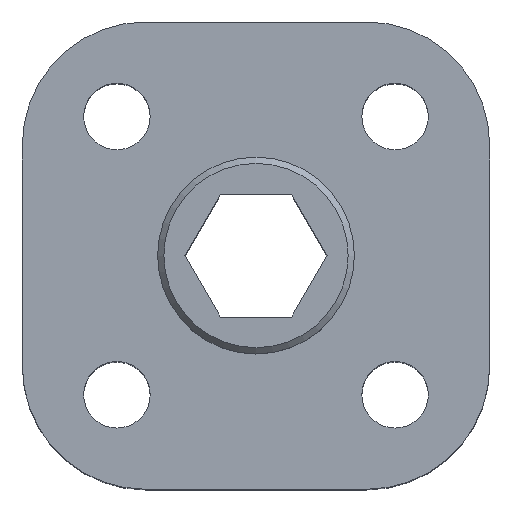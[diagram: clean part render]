
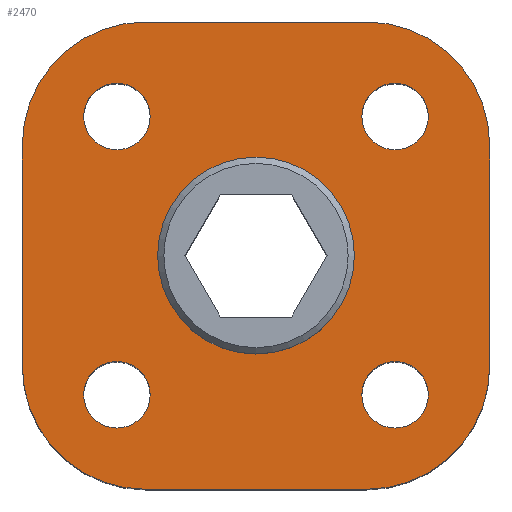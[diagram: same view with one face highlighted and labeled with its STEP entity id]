
A CAD part, top view. The second image highlights one B-rep face of the part: STEP entity #2470.
In plain terms, the highlighted planar face has unit normal (0, 0, 1).
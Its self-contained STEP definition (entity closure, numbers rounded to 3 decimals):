
#24 = CARTESIAN_POINT ( 'NONE',  ( 4.5, -4.5, 16. ) ) ;
#52 = EDGE_LOOP ( 'NONE', ( #1734 ) ) ;
#105 = EDGE_LOOP ( 'NONE', ( #2726 ) ) ;
#108 = LINE ( 'NONE', #848, #3144 ) ;
#179 = CARTESIAN_POINT ( 'NONE',  ( -4.5, -9.5, 16. ) ) ;
#219 = AXIS2_PLACEMENT_3D ( 'NONE', #1432, #1458, #1527 ) ;
#222 = CARTESIAN_POINT ( 'NONE',  ( 4., 0., 16. ) ) ;
#227 = DIRECTION ( 'NONE',  ( 1., 0., 0. ) ) ;
#238 = CARTESIAN_POINT ( 'NONE',  ( 4.5, 4.5, 16. ) ) ;
#242 = DIRECTION ( 'NONE',  ( 0., 0., 1. ) ) ;
#250 = DIRECTION ( 'NONE',  ( 1., 0., 0. ) ) ;
#324 = AXIS2_PLACEMENT_3D ( 'NONE', #1642, #626, #227 ) ;
#331 = CIRCLE ( 'NONE', #2149, 5. ) ;
#378 = CIRCLE ( 'NONE', #2201, 4. ) ;
#390 = CARTESIAN_POINT ( 'NONE',  ( -5.657, -5.657, 16. ) ) ;
#435 = CIRCLE ( 'NONE', #2253, 5. ) ;
#476 = VERTEX_POINT ( 'NONE', #1516 ) ;
#481 = CARTESIAN_POINT ( 'NONE',  ( -4.5, 4.5, 16. ) ) ;
#485 = EDGE_CURVE ( 'NONE', #1738, #1738, #968, .T. ) ;
#502 = CARTESIAN_POINT ( 'NONE',  ( 0., 0., 16. ) ) ;
#517 = EDGE_CURVE ( 'NONE', #476, #476, #2710, .T. ) ;
#518 = CARTESIAN_POINT ( 'NONE',  ( 9.5, 4.5, 16. ) ) ;
#592 = AXIS2_PLACEMENT_3D ( 'NONE', #24, #2590, #2351 ) ;
#626 = DIRECTION ( 'NONE',  ( 0., 0., 1. ) ) ;
#638 = CARTESIAN_POINT ( 'NONE',  ( 4.5, 9.5, 16. ) ) ;
#648 = EDGE_CURVE ( 'NONE', #2442, #2442, #378, .T. ) ;
#649 = DIRECTION ( 'NONE',  ( 0., 1., 0. ) ) ;
#657 = EDGE_CURVE ( 'NONE', #1563, #2902, #814, .T. ) ;
#667 = CARTESIAN_POINT ( 'NONE',  ( 9.5, 9.5, 16. ) ) ;
#681 = LINE ( 'NONE', #667, #1197 ) ;
#714 = LINE ( 'NONE', #1727, #2915 ) ;
#728 = CARTESIAN_POINT ( 'NONE',  ( -4.304, -5.657, 16. ) ) ;
#750 = FACE_BOUND ( 'NONE', #105, .T. ) ;
#752 = VERTEX_POINT ( 'NONE', #2577 ) ;
#814 = CIRCLE ( 'NONE', #2596, 5. ) ;
#848 = CARTESIAN_POINT ( 'NONE',  ( -9.5, 9.5, 16. ) ) ;
#874 = EDGE_CURVE ( 'NONE', #2902, #1950, #108, .T. ) ;
#896 = EDGE_CURVE ( 'NONE', #1989, #1989, #1766, .T. ) ;
#952 = DIRECTION ( 'NONE',  ( -1., 0., 0. ) ) ;
#968 = CIRCLE ( 'NONE', #219, 1.353 ) ;
#969 = CARTESIAN_POINT ( 'NONE',  ( -9.5, 9.5, 16. ) ) ;
#1014 = FACE_BOUND ( 'NONE', #1549, .T. ) ;
#1124 = CIRCLE ( 'NONE', #2741, 1.353 ) ;
#1189 = LINE ( 'NONE', #969, #2338 ) ;
#1197 = VECTOR ( 'NONE', #649, 1000. ) ;
#1216 = DIRECTION ( 'NONE',  ( 0., 0., 1. ) ) ;
#1244 = ORIENTED_EDGE ( 'NONE', *, *, #896, .F. ) ;
#1338 = ORIENTED_EDGE ( 'NONE', *, *, #2211, .T. ) ;
#1375 = EDGE_CURVE ( 'NONE', #2494, #3013, #435, .T. ) ;
#1432 = CARTESIAN_POINT ( 'NONE',  ( 5.657, -5.657, 16. ) ) ;
#1442 = DIRECTION ( 'NONE',  ( 0., 0., 1. ) ) ;
#1458 = DIRECTION ( 'NONE',  ( 0., 0., 1. ) ) ;
#1460 = ORIENTED_EDGE ( 'NONE', *, *, #2273, .T. ) ;
#1481 = ORIENTED_EDGE ( 'NONE', *, *, #648, .F. ) ;
#1503 = ORIENTED_EDGE ( 'NONE', *, *, #485, .F. ) ;
#1516 = CARTESIAN_POINT ( 'NONE',  ( -4.304, 5.657, 16. ) ) ;
#1527 = DIRECTION ( 'NONE',  ( 1., 0., 0. ) ) ;
#1529 = AXIS2_PLACEMENT_3D ( 'NONE', #1588, #1591, #1600 ) ;
#1544 = DIRECTION ( 'NONE',  ( 0., 0., 1. ) ) ;
#1549 = EDGE_LOOP ( 'NONE', ( #1244 ) ) ;
#1563 = VERTEX_POINT ( 'NONE', #2771 ) ;
#1577 = ORIENTED_EDGE ( 'NONE', *, *, #874, .T. ) ;
#1588 = CARTESIAN_POINT ( 'NONE',  ( -5.657, 5.657, 16. ) ) ;
#1591 = DIRECTION ( 'NONE',  ( 0., 0., 1. ) ) ;
#1600 = DIRECTION ( 'NONE',  ( 1., 0., 0. ) ) ;
#1619 = DIRECTION ( 'NONE',  ( 1., 0., 0. ) ) ;
#1626 = AXIS2_PLACEMENT_3D ( 'NONE', #502, #1544, #2472 ) ;
#1642 = CARTESIAN_POINT ( 'NONE',  ( 5.657, 5.657, 16. ) ) ;
#1727 = CARTESIAN_POINT ( 'NONE',  ( -9.5, -9.5, 16. ) ) ;
#1734 = ORIENTED_EDGE ( 'NONE', *, *, #2721, .F. ) ;
#1738 = VERTEX_POINT ( 'NONE', #2685 ) ;
#1765 = FACE_OUTER_BOUND ( 'NONE', #1791, .T. ) ;
#1766 = CIRCLE ( 'NONE', #324, 1.353 ) ;
#1791 = EDGE_LOOP ( 'NONE', ( #1338, #3066, #1955, #3181, #1577, #1801, #3098, #1460 ) ) ;
#1801 = ORIENTED_EDGE ( 'NONE', *, *, #1852, .T. ) ;
#1852 = EDGE_CURVE ( 'NONE', #1950, #2245, #331, .T. ) ;
#1856 = DIRECTION ( 'NONE',  ( 0., 0., 1. ) ) ;
#1950 = VERTEX_POINT ( 'NONE', #2161 ) ;
#1955 = ORIENTED_EDGE ( 'NONE', *, *, #2171, .T. ) ;
#1987 = VERTEX_POINT ( 'NONE', #2128 ) ;
#1989 = VERTEX_POINT ( 'NONE', #2960 ) ;
#1999 = FACE_BOUND ( 'NONE', #2677, .T. ) ;
#2009 = CIRCLE ( 'NONE', #592, 5. ) ;
#2077 = CARTESIAN_POINT ( 'NONE',  ( 0., 0., 16. ) ) ;
#2128 = CARTESIAN_POINT ( 'NONE',  ( 9.5, -4.5, 16. ) ) ;
#2149 = AXIS2_PLACEMENT_3D ( 'NONE', #2549, #2505, #2782 ) ;
#2161 = CARTESIAN_POINT ( 'NONE',  ( -9.5, -4.5, 16. ) ) ;
#2171 = EDGE_CURVE ( 'NONE', #3013, #1563, #1189, .T. ) ;
#2200 = CARTESIAN_POINT ( 'NONE',  ( -9.5, 4.5, 16. ) ) ;
#2201 = AXIS2_PLACEMENT_3D ( 'NONE', #2077, #1856, #2232 ) ;
#2211 = EDGE_CURVE ( 'NONE', #1987, #2494, #681, .T. ) ;
#2232 = DIRECTION ( 'NONE',  ( 1., 0., 0. ) ) ;
#2245 = VERTEX_POINT ( 'NONE', #179 ) ;
#2253 = AXIS2_PLACEMENT_3D ( 'NONE', #238, #242, #250 ) ;
#2273 = EDGE_CURVE ( 'NONE', #752, #1987, #2009, .T. ) ;
#2338 = VECTOR ( 'NONE', #952, 1000. ) ;
#2351 = DIRECTION ( 'NONE',  ( 1., 0., 0. ) ) ;
#2363 = DIRECTION ( 'NONE',  ( 1., 0., 0. ) ) ;
#2375 = EDGE_CURVE ( 'NONE', #2245, #752, #714, .T. ) ;
#2442 = VERTEX_POINT ( 'NONE', #222 ) ;
#2470 = ADVANCED_FACE ( 'NONE', ( #3235, #1014, #1999, #2967, #750, #1765 ), #2716, .T. ) ;
#2472 = DIRECTION ( 'NONE',  ( 1., 0., 0. ) ) ;
#2494 = VERTEX_POINT ( 'NONE', #518 ) ;
#2505 = DIRECTION ( 'NONE',  ( 0., 0., 1. ) ) ;
#2549 = CARTESIAN_POINT ( 'NONE',  ( -4.5, -4.5, 16. ) ) ;
#2569 = DIRECTION ( 'NONE',  ( 0., -1., 0. ) ) ;
#2577 = CARTESIAN_POINT ( 'NONE',  ( 4.5, -9.5, 16. ) ) ;
#2590 = DIRECTION ( 'NONE',  ( 0., 0., 1. ) ) ;
#2596 = AXIS2_PLACEMENT_3D ( 'NONE', #481, #1216, #1619 ) ;
#2675 = DIRECTION ( 'NONE',  ( 1., 0., 0. ) ) ;
#2677 = EDGE_LOOP ( 'NONE', ( #1503 ) ) ;
#2685 = CARTESIAN_POINT ( 'NONE',  ( 7.009, -5.657, 16. ) ) ;
#2710 = CIRCLE ( 'NONE', #1529, 1.353 ) ;
#2716 = PLANE ( 'NONE',  #1626 ) ;
#2721 = EDGE_CURVE ( 'NONE', #2947, #2947, #1124, .T. ) ;
#2726 = ORIENTED_EDGE ( 'NONE', *, *, #517, .F. ) ;
#2741 = AXIS2_PLACEMENT_3D ( 'NONE', #390, #1442, #2363 ) ;
#2771 = CARTESIAN_POINT ( 'NONE',  ( -4.5, 9.5, 16. ) ) ;
#2782 = DIRECTION ( 'NONE',  ( 1., 0., 0. ) ) ;
#2902 = VERTEX_POINT ( 'NONE', #2200 ) ;
#2915 = VECTOR ( 'NONE', #2675, 1000. ) ;
#2934 = EDGE_LOOP ( 'NONE', ( #1481 ) ) ;
#2947 = VERTEX_POINT ( 'NONE', #728 ) ;
#2960 = CARTESIAN_POINT ( 'NONE',  ( 7.009, 5.657, 16. ) ) ;
#2967 = FACE_BOUND ( 'NONE', #52, .T. ) ;
#3013 = VERTEX_POINT ( 'NONE', #638 ) ;
#3066 = ORIENTED_EDGE ( 'NONE', *, *, #1375, .T. ) ;
#3098 = ORIENTED_EDGE ( 'NONE', *, *, #2375, .T. ) ;
#3144 = VECTOR ( 'NONE', #2569, 1000. ) ;
#3181 = ORIENTED_EDGE ( 'NONE', *, *, #657, .T. ) ;
#3235 = FACE_BOUND ( 'NONE', #2934, .T. ) ;
